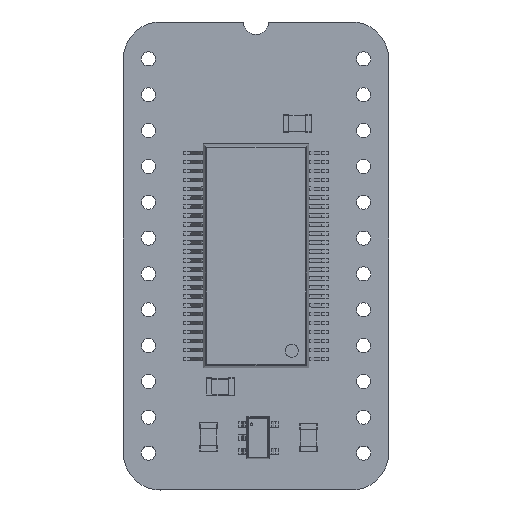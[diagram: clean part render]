
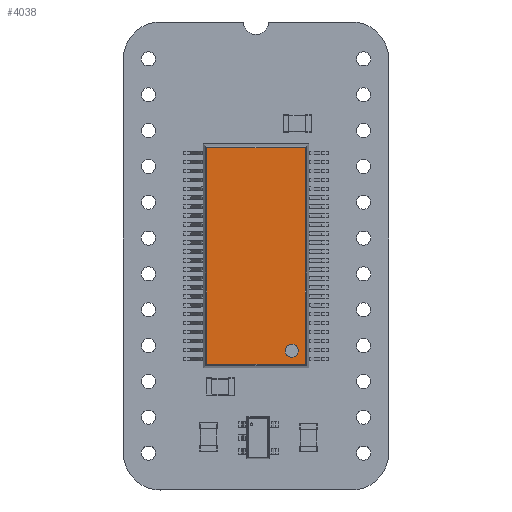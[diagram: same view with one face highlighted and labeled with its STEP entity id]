
A CAD part, top view. The second image highlights one B-rep face of the part: STEP entity #4038.
In plain terms, the highlighted planar face has unit normal (0, 0, 1).
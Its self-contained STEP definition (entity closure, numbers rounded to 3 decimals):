
#3944 = VERTEX_POINT('',#3945);
#3945 = CARTESIAN_POINT('',(-3.484,-7.672,2.8));
#3952 = EDGE_CURVE('',#3944,#3953,#3955,.T.);
#3953 = VERTEX_POINT('',#3954);
#3954 = CARTESIAN_POINT('',(-3.484,7.672,2.8));
#3955 = LINE('',#3956,#3957);
#3956 = CARTESIAN_POINT('',(-3.484,-7.75,2.8));
#3957 = VECTOR('',#3958,1.);
#3958 = DIRECTION('',(0.,1.,0.));
#4019 = VERTEX_POINT('',#4020);
#4020 = CARTESIAN_POINT('',(3.484,-7.672,2.8));
#4027 = EDGE_CURVE('',#3944,#4019,#4028,.T.);
#4028 = LINE('',#4029,#4030);
#4029 = CARTESIAN_POINT('',(-3.563,-7.672,2.8));
#4030 = VECTOR('',#4031,1.);
#4031 = DIRECTION('',(1.,0.,0.));
#4038 = ADVANCED_FACE('',(#4039,#4057),#4068,.T.);
#4039 = FACE_BOUND('',#4040,.T.);
#4040 = EDGE_LOOP('',(#4041,#4042,#4043,#4051));
#4041 = ORIENTED_EDGE('',*,*,#3952,.F.);
#4042 = ORIENTED_EDGE('',*,*,#4027,.T.);
#4043 = ORIENTED_EDGE('',*,*,#4044,.T.);
#4044 = EDGE_CURVE('',#4019,#4045,#4047,.T.);
#4045 = VERTEX_POINT('',#4046);
#4046 = CARTESIAN_POINT('',(3.484,7.672,2.8));
#4047 = LINE('',#4048,#4049);
#4048 = CARTESIAN_POINT('',(3.484,-7.75,2.8));
#4049 = VECTOR('',#4050,1.);
#4050 = DIRECTION('',(0.,1.,0.));
#4051 = ORIENTED_EDGE('',*,*,#4052,.F.);
#4052 = EDGE_CURVE('',#3953,#4045,#4053,.T.);
#4053 = LINE('',#4054,#4055);
#4054 = CARTESIAN_POINT('',(-3.563,7.672,2.8));
#4055 = VECTOR('',#4056,1.);
#4056 = DIRECTION('',(1.,0.,0.));
#4057 = FACE_BOUND('',#4058,.T.);
#4058 = EDGE_LOOP('',(#4059));
#4059 = ORIENTED_EDGE('',*,*,#4060,.F.);
#4060 = EDGE_CURVE('',#4061,#4061,#4063,.T.);
#4061 = VERTEX_POINT('',#4062);
#4062 = CARTESIAN_POINT('',(-2.066,6.723,2.8));
#4063 = CIRCLE('',#4064,0.469);
#4064 = AXIS2_PLACEMENT_3D('',#4065,#4066,#4067);
#4065 = CARTESIAN_POINT('',(-2.535,6.723,2.8));
#4066 = DIRECTION('',(0.,0.,1.));
#4067 = DIRECTION('',(1.,0.,0.));
#4068 = PLANE('',#4069);
#4069 = AXIS2_PLACEMENT_3D('',#4070,#4071,#4072);
#4070 = CARTESIAN_POINT('',(-3.75,-7.938,2.8));
#4071 = DIRECTION('',(0.,0.,1.));
#4072 = DIRECTION('',(1.,0.,0.));
